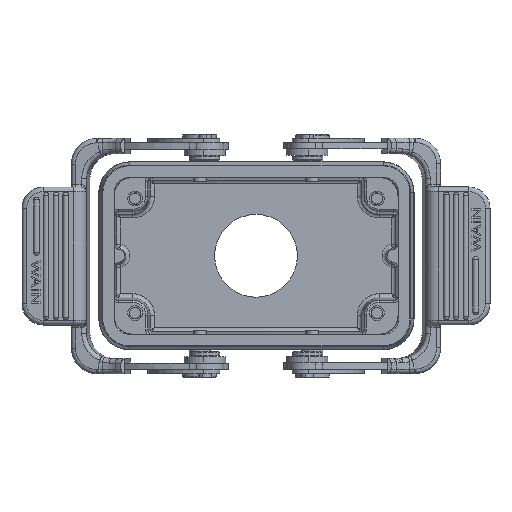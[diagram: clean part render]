
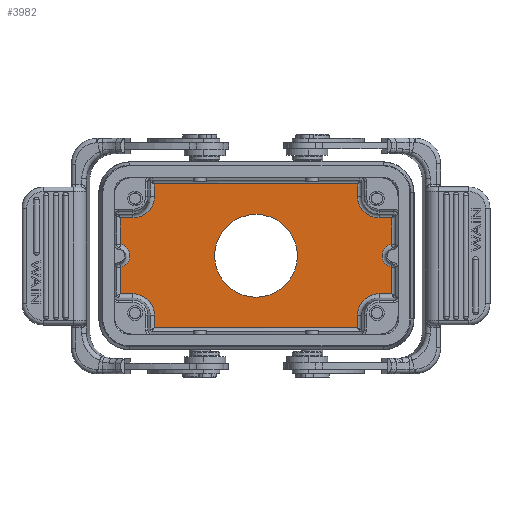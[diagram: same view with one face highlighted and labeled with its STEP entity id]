
A CAD part, front view. The second image highlights one B-rep face of the part: STEP entity #3982.
In plain terms, the highlighted planar face has unit normal (0, -1, 0).
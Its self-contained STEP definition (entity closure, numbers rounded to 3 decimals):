
#552=FACE_BOUND('',#7871,.T.);
#553=FACE_BOUND('',#7872,.T.);
#1197=PLANE('',#32538);
#3982=ADVANCED_FACE('',(#552,#553),#1197,.F.);
#7871=EDGE_LOOP('',(#15933));
#7872=EDGE_LOOP('',(#15934,#15935,#15936,#15937,#15938,#15939,#15940,#15941,
#15942,#15943,#15944,#15945,#15946,#15947,#15948,#15949,#15950,#15951,#15952,
#15953));
#9349=CIRCLE('',#32433,5.054);
#9377=CIRCLE('',#32490,5.054);
#9395=CIRCLE('',#32533,9.75);
#9396=CIRCLE('',#32534,2.772);
#9397=CIRCLE('',#32535,5.054);
#9398=CIRCLE('',#32536,2.772);
#9399=CIRCLE('',#32537,5.054);
#15933=ORIENTED_EDGE('',*,*,#24685,.T.);
#15934=ORIENTED_EDGE('',*,*,#24686,.F.);
#15935=ORIENTED_EDGE('',*,*,#24687,.T.);
#15936=ORIENTED_EDGE('',*,*,#24533,.F.);
#15937=ORIENTED_EDGE('',*,*,#24526,.F.);
#15938=ORIENTED_EDGE('',*,*,#24524,.T.);
#15939=ORIENTED_EDGE('',*,*,#24684,.T.);
#15940=ORIENTED_EDGE('',*,*,#24688,.T.);
#15941=ORIENTED_EDGE('',*,*,#24689,.F.);
#15942=ORIENTED_EDGE('',*,*,#24690,.T.);
#15943=ORIENTED_EDGE('',*,*,#24665,.F.);
#15944=ORIENTED_EDGE('',*,*,#24691,.F.);
#15945=ORIENTED_EDGE('',*,*,#24692,.T.);
#15946=ORIENTED_EDGE('',*,*,#24628,.T.);
#15947=ORIENTED_EDGE('',*,*,#24621,.F.);
#15948=ORIENTED_EDGE('',*,*,#24619,.T.);
#15949=ORIENTED_EDGE('',*,*,#24693,.T.);
#15950=ORIENTED_EDGE('',*,*,#24694,.T.);
#15951=ORIENTED_EDGE('',*,*,#24695,.F.);
#15952=ORIENTED_EDGE('',*,*,#24696,.T.);
#15953=ORIENTED_EDGE('',*,*,#24697,.T.);
#20581=VERTEX_POINT('',#52517);
#20583=VERTEX_POINT('',#52660);
#20584=VERTEX_POINT('',#52664);
#20587=VERTEX_POINT('',#52677);
#20644=VERTEX_POINT('',#53085);
#20646=VERTEX_POINT('',#53228);
#20647=VERTEX_POINT('',#53232);
#20650=VERTEX_POINT('',#53245);
#20672=VERTEX_POINT('',#53500);
#20673=VERTEX_POINT('',#53504);
#20681=VERTEX_POINT('',#53686);
#20682=VERTEX_POINT('',#53690);
#20683=VERTEX_POINT('',#53692);
#20684=VERTEX_POINT('',#53693);
#20685=VERTEX_POINT('',#53696);
#20686=VERTEX_POINT('',#53698);
#20687=VERTEX_POINT('',#53701);
#20688=VERTEX_POINT('',#53704);
#20689=VERTEX_POINT('',#53706);
#20690=VERTEX_POINT('',#53708);
#20691=VERTEX_POINT('',#53710);
#24524=EDGE_CURVE('',#20583,#20581,#27327,.T.);
#24526=EDGE_CURVE('',#20583,#20584,#9349,.T.);
#24533=EDGE_CURVE('',#20584,#20587,#27332,.T.);
#24619=EDGE_CURVE('',#20646,#20644,#27365,.T.);
#24621=EDGE_CURVE('',#20646,#20647,#9377,.T.);
#24628=EDGE_CURVE('',#20650,#20647,#27370,.T.);
#24665=EDGE_CURVE('',#20672,#20673,#27385,.T.);
#24684=EDGE_CURVE('',#20581,#20681,#27392,.T.);
#24685=EDGE_CURVE('',#20682,#20682,#9395,.T.);
#24686=EDGE_CURVE('',#20683,#20684,#9396,.T.);
#24687=EDGE_CURVE('',#20683,#20587,#27393,.T.);
#24688=EDGE_CURVE('',#20681,#20685,#27394,.T.);
#24689=EDGE_CURVE('',#20686,#20685,#9397,.T.);
#24690=EDGE_CURVE('',#20686,#20673,#27395,.T.);
#24691=EDGE_CURVE('',#20687,#20672,#9398,.T.);
#24692=EDGE_CURVE('',#20687,#20650,#27396,.T.);
#24693=EDGE_CURVE('',#20644,#20688,#27397,.T.);
#24694=EDGE_CURVE('',#20688,#20689,#27398,.T.);
#24695=EDGE_CURVE('',#20690,#20689,#9399,.T.);
#24696=EDGE_CURVE('',#20690,#20691,#27399,.T.);
#24697=EDGE_CURVE('',#20691,#20684,#27400,.T.);
#27327=LINE('',#52659,#29680);
#27332=LINE('',#52676,#29685);
#27365=LINE('',#53227,#29718);
#27370=LINE('',#53244,#29723);
#27385=LINE('',#53503,#29738);
#27392=LINE('',#53687,#29745);
#27393=LINE('',#53694,#29746);
#27394=LINE('',#53695,#29747);
#27395=LINE('',#53699,#29748);
#27396=LINE('',#53702,#29749);
#27397=LINE('',#53703,#29750);
#27398=LINE('',#53705,#29751);
#27399=LINE('',#53709,#29752);
#27400=LINE('',#53711,#29753);
#29680=VECTOR('',#38559,1.);
#29685=VECTOR('',#38580,1.);
#29718=VECTOR('',#38711,1.);
#29723=VECTOR('',#38732,1.);
#29738=VECTOR('',#38785,1.);
#29745=VECTOR('',#38826,1.);
#29746=VECTOR('',#38833,1.);
#29747=VECTOR('',#38834,1.);
#29748=VECTOR('',#38837,1.);
#29749=VECTOR('',#38840,1.);
#29750=VECTOR('',#38841,1.);
#29751=VECTOR('',#38842,1.);
#29752=VECTOR('',#38845,1.);
#29753=VECTOR('',#38846,1.);
#32433=AXIS2_PLACEMENT_3D('',#52663,#38564,#38565);
#32490=AXIS2_PLACEMENT_3D('',#53231,#38716,#38717);
#32533=AXIS2_PLACEMENT_3D('',#53689,#38829,#38830);
#32534=AXIS2_PLACEMENT_3D('',#53691,#38831,#38832);
#32535=AXIS2_PLACEMENT_3D('',#53697,#38835,#38836);
#32536=AXIS2_PLACEMENT_3D('',#53700,#38838,#38839);
#32537=AXIS2_PLACEMENT_3D('',#53707,#38843,#38844);
#32538=AXIS2_PLACEMENT_3D('',#53712,#38847,#38848);
#38559=DIRECTION('',(0.,0.,1.));
#38564=DIRECTION('',(0.,-1.,0.));
#38565=DIRECTION('',(-1.,0.,0.));
#38580=DIRECTION('',(1.,0.,0.));
#38711=DIRECTION('',(0.,0.,-1.));
#38716=DIRECTION('',(0.,-1.,0.));
#38717=DIRECTION('',(1.,0.,0.));
#38732=DIRECTION('',(1.,0.,0.));
#38785=DIRECTION('',(0.,0.,1.));
#38826=DIRECTION('',(-1.,0.,0.));
#38829=DIRECTION('',(0.,1.,0.));
#38830=DIRECTION('',(0.,0.,1.));
#38831=DIRECTION('',(0.,-1.,0.));
#38832=DIRECTION('',(-0.2,0.,0.98));
#38833=DIRECTION('',(0.,0.,1.));
#38834=DIRECTION('',(0.,0.,-1.));
#38835=DIRECTION('',(0.,-1.,0.));
#38836=DIRECTION('',(0.,0.,-1.));
#38837=DIRECTION('',(-1.,0.,0.));
#38838=DIRECTION('',(0.,-1.,0.));
#38839=DIRECTION('',(0.2,0.,-0.98));
#38840=DIRECTION('',(0.,0.,-1.));
#38841=DIRECTION('',(1.,0.,0.));
#38842=DIRECTION('',(0.,0.,1.));
#38843=DIRECTION('',(0.,-1.,0.));
#38844=DIRECTION('',(0.,0.,1.));
#38845=DIRECTION('',(1.,0.,0.));
#38846=DIRECTION('',(0.,0.,1.));
#38847=DIRECTION('',(0.,1.,0.));
#38848=DIRECTION('',(0.,0.,-1.));
#52517=CARTESIAN_POINT('',(23.947,19.35,16.947));
#52659=CARTESIAN_POINT('',(23.946,19.35,14.));
#52660=CARTESIAN_POINT('',(23.946,19.35,14.));
#52663=CARTESIAN_POINT('',(29.,19.35,14.));
#52664=CARTESIAN_POINT('',(29.,19.35,8.946));
#52676=CARTESIAN_POINT('',(29.,19.35,8.946));
#52677=CARTESIAN_POINT('',(31.947,19.35,8.947));
#53085=CARTESIAN_POINT('',(-23.947,19.35,-16.947));
#53227=CARTESIAN_POINT('',(-23.946,19.35,-14.));
#53228=CARTESIAN_POINT('',(-23.946,19.35,-14.));
#53231=CARTESIAN_POINT('',(-29.,19.35,-14.));
#53232=CARTESIAN_POINT('',(-29.,19.35,-8.946));
#53244=CARTESIAN_POINT('',(-31.947,19.35,-8.947));
#53245=CARTESIAN_POINT('',(-31.947,19.35,-8.947));
#53500=CARTESIAN_POINT('',(-31.947,19.35,2.717));
#53503=CARTESIAN_POINT('',(-31.947,19.35,2.716));
#53504=CARTESIAN_POINT('',(-31.947,19.35,8.947));
#53686=CARTESIAN_POINT('',(-23.947,19.35,16.947));
#53687=CARTESIAN_POINT('',(23.947,19.35,16.947));
#53689=CARTESIAN_POINT('',(0.,19.35,0.));
#53690=CARTESIAN_POINT('',(0.,19.35,9.75));
#53691=CARTESIAN_POINT('',(32.5,19.35,0.));
#53692=CARTESIAN_POINT('',(31.947,19.35,2.716));
#53693=CARTESIAN_POINT('',(31.947,19.35,-2.716));
#53694=CARTESIAN_POINT('',(31.947,19.35,2.716));
#53695=CARTESIAN_POINT('',(-23.947,19.35,16.947));
#53696=CARTESIAN_POINT('',(-23.946,19.35,14.));
#53697=CARTESIAN_POINT('',(-29.,19.35,14.));
#53698=CARTESIAN_POINT('',(-29.,19.35,8.946));
#53699=CARTESIAN_POINT('',(-29.,19.35,8.946));
#53700=CARTESIAN_POINT('',(-32.5,19.35,0.));
#53701=CARTESIAN_POINT('',(-31.947,19.35,-2.716));
#53702=CARTESIAN_POINT('',(-31.947,19.35,-2.717));
#53703=CARTESIAN_POINT('',(-23.947,19.35,-16.947));
#53704=CARTESIAN_POINT('',(23.947,19.35,-16.947));
#53705=CARTESIAN_POINT('',(23.947,19.35,-16.947));
#53706=CARTESIAN_POINT('',(23.946,19.35,-14.));
#53707=CARTESIAN_POINT('',(29.,19.35,-14.));
#53708=CARTESIAN_POINT('',(29.,19.35,-8.946));
#53709=CARTESIAN_POINT('',(29.,19.35,-8.946));
#53710=CARTESIAN_POINT('',(31.947,19.35,-8.947));
#53711=CARTESIAN_POINT('',(31.947,19.35,-8.947));
#53712=CARTESIAN_POINT('',(0.,19.35,0.));
